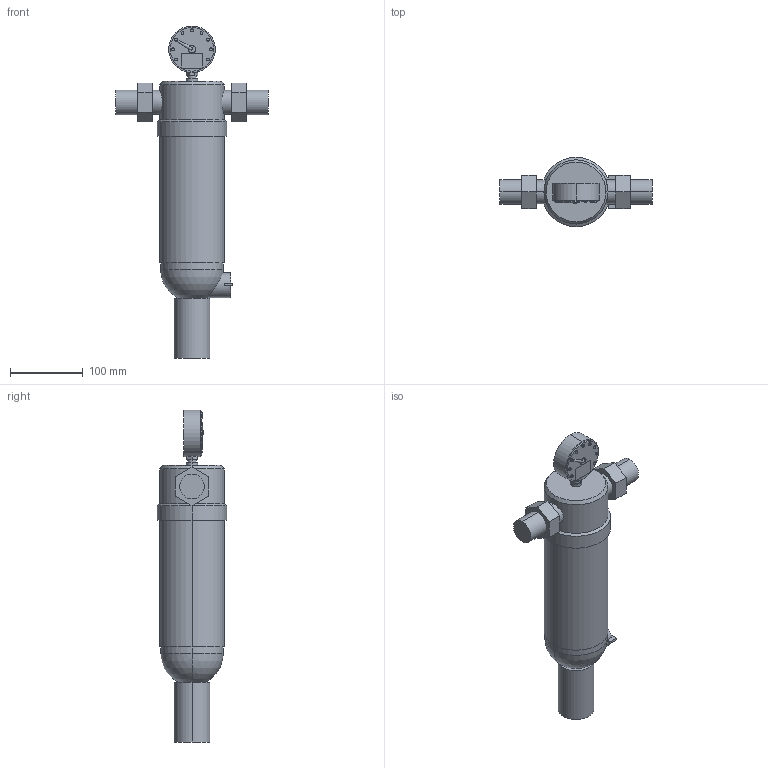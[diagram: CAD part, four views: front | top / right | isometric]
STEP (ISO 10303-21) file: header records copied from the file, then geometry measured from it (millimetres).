
FILE_DESCRIPTION(('no description'),'unknown implementation level');
FILE_NAME('VDI3805_F76S-1AA_3D.stp',' ',('pit-cup GmbH'),('ccLab - KiM Gmbh - www.kimweb.de'),'unknown preprocess','ACIS','unknown authorization');
FILE_SCHEMA(('automotive_design'));
Length unit declared in the file: millimetre
Products named in the file (1): 1
Bounding box: 209 x 95 x 456 mm (x, y, z)
Volume: 2157145.1 mm3; surface area: 138819.6 mm2
Topology: 1 solids, 1 shells, 120 faces, 277 edges, 181 vertices
Faces by surface type: plane 62, cylinder 49, cone 7, sphere 2
Entity records: 6895 total; most frequent: CARTESIAN_POINT 809, DIRECTION 619, STYLED_ITEM 579, PRESENTATION_STYLE_ASSIGNMENT 579, COLOUR_RGB 579, ORIENTED_EDGE 554, EDGE_CURVE 277, CURVE_STYLE 277
